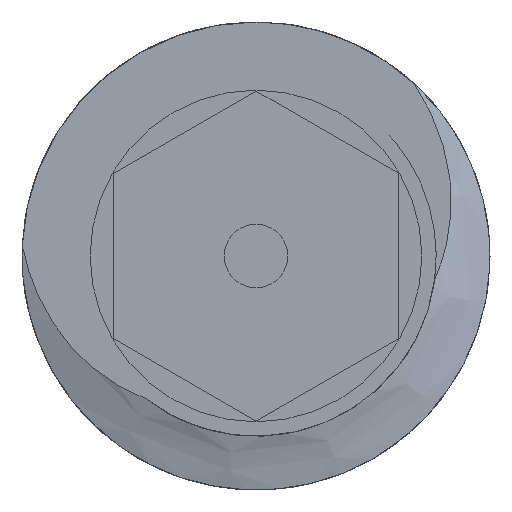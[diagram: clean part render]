
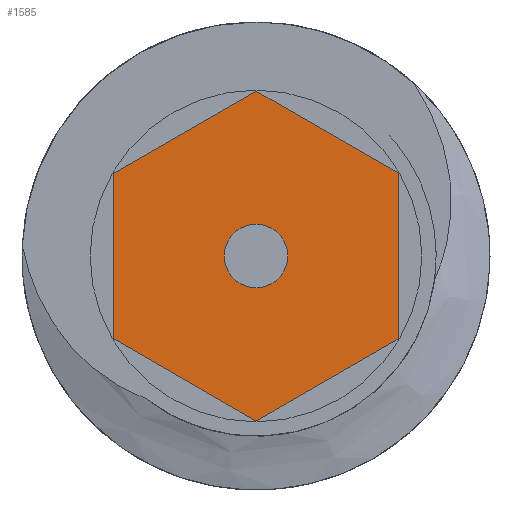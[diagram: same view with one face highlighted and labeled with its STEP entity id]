
A CAD part, left-side view. The second image highlights one B-rep face of the part: STEP entity #1585.
In plain terms, the highlighted planar face has unit normal (-1, 0, 0).
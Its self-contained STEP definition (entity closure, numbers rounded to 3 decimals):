
#22=FACE_BOUND('',#183,.T.);
#26=PLANE('',#1694);
#100=FACE_OUTER_BOUND('',#182,.T.);
#182=EDGE_LOOP('',(#1226,#1227,#1228,#1229,#1230,#1231,#1232,#1233,#1234,
#1235,#1236,#1237));
#183=EDGE_LOOP('',(#1238));
#222=CIRCLE('',#1693,1.35);
#352=B_SPLINE_CURVE_WITH_KNOTS('',3,(#20600,#20601,#20602,#20603,#20604,
#20605),.UNSPECIFIED.,.F.,.F.,(4,2,4),(0.,0.145,
0.294),.UNSPECIFIED.);
#424=LINE('',#20596,#517);
#425=LINE('',#20598,#518);
#426=LINE('',#20607,#519);
#427=LINE('',#20609,#520);
#428=LINE('',#20611,#521);
#429=LINE('',#20613,#522);
#430=LINE('',#20615,#523);
#431=LINE('',#20617,#524);
#432=LINE('',#20619,#525);
#433=LINE('',#20621,#526);
#434=LINE('',#20622,#527);
#517=VECTOR('',#1916,10.);
#518=VECTOR('',#1917,10.);
#519=VECTOR('',#1918,10.);
#520=VECTOR('',#1919,10.);
#521=VECTOR('',#1920,10.);
#522=VECTOR('',#1921,10.);
#523=VECTOR('',#1922,10.);
#524=VECTOR('',#1923,10.);
#525=VECTOR('',#1924,10.);
#526=VECTOR('',#1925,10.);
#527=VECTOR('',#1926,10.);
#695=VERTEX_POINT('',#20590);
#696=VERTEX_POINT('',#20594);
#697=VERTEX_POINT('',#20595);
#698=VERTEX_POINT('',#20597);
#699=VERTEX_POINT('',#20599);
#700=VERTEX_POINT('',#20606);
#701=VERTEX_POINT('',#20608);
#702=VERTEX_POINT('',#20610);
#703=VERTEX_POINT('',#20612);
#704=VERTEX_POINT('',#20614);
#705=VERTEX_POINT('',#20616);
#706=VERTEX_POINT('',#20618);
#707=VERTEX_POINT('',#20620);
#920=EDGE_CURVE('',#695,#695,#222,.T.);
#922=EDGE_CURVE('',#696,#697,#424,.T.);
#923=EDGE_CURVE('',#697,#698,#425,.T.);
#924=EDGE_CURVE('',#698,#699,#352,.T.);
#925=EDGE_CURVE('',#699,#700,#426,.T.);
#926=EDGE_CURVE('',#700,#701,#427,.T.);
#927=EDGE_CURVE('',#701,#702,#428,.T.);
#928=EDGE_CURVE('',#702,#703,#429,.T.);
#929=EDGE_CURVE('',#703,#704,#430,.T.);
#930=EDGE_CURVE('',#704,#705,#431,.T.);
#931=EDGE_CURVE('',#705,#706,#432,.T.);
#932=EDGE_CURVE('',#706,#707,#433,.T.);
#933=EDGE_CURVE('',#707,#696,#434,.T.);
#1226=ORIENTED_EDGE('',*,*,#922,.T.);
#1227=ORIENTED_EDGE('',*,*,#923,.T.);
#1228=ORIENTED_EDGE('',*,*,#924,.T.);
#1229=ORIENTED_EDGE('',*,*,#925,.T.);
#1230=ORIENTED_EDGE('',*,*,#926,.T.);
#1231=ORIENTED_EDGE('',*,*,#927,.T.);
#1232=ORIENTED_EDGE('',*,*,#928,.T.);
#1233=ORIENTED_EDGE('',*,*,#929,.T.);
#1234=ORIENTED_EDGE('',*,*,#930,.T.);
#1235=ORIENTED_EDGE('',*,*,#931,.T.);
#1236=ORIENTED_EDGE('',*,*,#932,.T.);
#1237=ORIENTED_EDGE('',*,*,#933,.T.);
#1238=ORIENTED_EDGE('',*,*,#920,.T.);
#1585=ADVANCED_FACE('',(#100,#22),#26,.T.);
#1693=AXIS2_PLACEMENT_3D('',#20591,#1911,#1912);
#1694=AXIS2_PLACEMENT_3D('',#20593,#1914,#1915);
#1911=DIRECTION('center_axis',(1.,0.,0.));
#1912=DIRECTION('ref_axis',(0.,-1.,0.));
#1914=DIRECTION('center_axis',(-1.,0.,0.));
#1915=DIRECTION('ref_axis',(0.,0.,-1.));
#1916=DIRECTION('',(0.,0.866,-0.5));
#1917=DIRECTION('',(0.,0.,-1.));
#1918=DIRECTION('',(0.,-0.866,-0.5));
#1919=DIRECTION('',(0.,-0.866,0.5));
#1920=DIRECTION('',(0.,-0.866,0.5));
#1921=DIRECTION('',(0.,-0.866,0.5));
#1922=DIRECTION('',(0.,0.,1.));
#1923=DIRECTION('',(0.,0.866,0.5));
#1924=DIRECTION('',(0.,0.866,0.5));
#1925=DIRECTION('',(0.,0.866,0.5));
#1926=DIRECTION('',(0.,0.866,-0.5));
#20590=CARTESIAN_POINT('',(101.,46.39,59.598));
#20591=CARTESIAN_POINT('Origin',(101.,45.04,59.598));
#20593=CARTESIAN_POINT('Origin',(101.,45.04,59.598));
#20594=CARTESIAN_POINT('',(101.,45.078,66.576));
#20595=CARTESIAN_POINT('',(101.,51.102,63.098));
#20596=CARTESIAN_POINT('',(101.,45.078,66.576));
#20597=CARTESIAN_POINT('',(101.,51.102,56.098));
#20598=CARTESIAN_POINT('',(101.,51.102,63.098));
#20599=CARTESIAN_POINT('',(101.,45.054,52.606));
#20600=CARTESIAN_POINT('Ctrl Pts',(101.,51.102,56.098));
#20601=CARTESIAN_POINT('Ctrl Pts',(101.,50.684,55.857));
#20602=CARTESIAN_POINT('Ctrl Pts',(101.,49.057,54.918));
#20603=CARTESIAN_POINT('Ctrl Pts',(101.,47.07,53.77));
#20604=CARTESIAN_POINT('Ctrl Pts',(101.,46.062,53.188));
#20605=CARTESIAN_POINT('Ctrl Pts',(101.,45.054,52.606));
#20606=CARTESIAN_POINT('',(101.,45.04,52.598));
#20607=CARTESIAN_POINT('',(101.,45.054,52.606));
#20608=CARTESIAN_POINT('',(101.,45.026,52.606));
#20609=CARTESIAN_POINT('',(101.,45.04,52.598));
#20610=CARTESIAN_POINT('',(101.,39.036,56.065));
#20611=CARTESIAN_POINT('',(101.,45.026,52.606));
#20612=CARTESIAN_POINT('',(101.,38.978,56.098));
#20613=CARTESIAN_POINT('',(101.,39.036,56.065));
#20614=CARTESIAN_POINT('',(101.,38.978,63.098));
#20615=CARTESIAN_POINT('',(101.,38.978,56.098));
#20616=CARTESIAN_POINT('',(101.,39.045,63.137));
#20617=CARTESIAN_POINT('',(101.,38.978,63.098));
#20618=CARTESIAN_POINT('',(101.,44.998,66.574));
#20619=CARTESIAN_POINT('',(101.,39.045,63.137));
#20620=CARTESIAN_POINT('',(101.,45.04,66.598));
#20621=CARTESIAN_POINT('',(101.,44.998,66.574));
#20622=CARTESIAN_POINT('',(101.,45.04,66.598));
